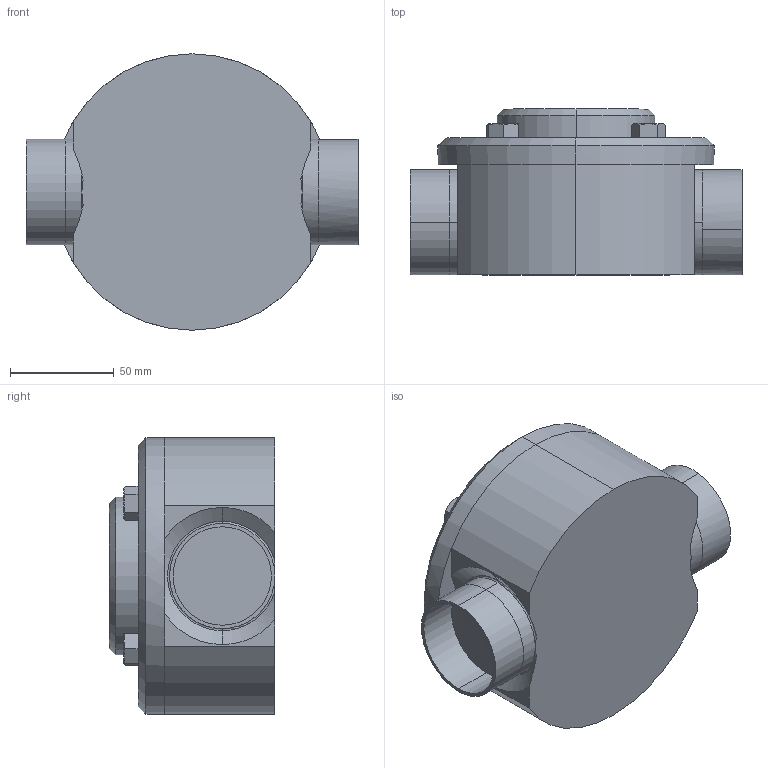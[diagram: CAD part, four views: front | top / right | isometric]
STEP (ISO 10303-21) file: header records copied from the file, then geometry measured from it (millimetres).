
FILE_DESCRIPTION (( 'STEP AP203' ), '1' );
FILE_NAME ('SHC-200-TUBE.STEP', '2021-09-23T13:39:52', ( '' ), ( '' ), 'SwSTEP 2.0', 'SolidWorks 2018', '' );
FILE_SCHEMA (( 'CONFIG_CONTROL_DESIGN' ));
Length unit declared in the file: inch
Products named in the file (2): SHC-200-TUBE
Bounding box: 160.2 x 79.98 x 133.35 mm (x, y, z)
Volume: 960093 mm3; surface area: 73122.7 mm2
Topology: 1 solids, 1 shells, 100 faces, 228 edges, 137 vertices
Faces by surface type: plane 41, cone 34, cylinder 19, torus 6
Entity records: 3184 total; most frequent: CARTESIAN_POINT 833, DIRECTION 459, ORIENTED_EDGE 456, EDGE_CURVE 228, AXIS2_PLACEMENT_3D 187, VERTEX_POINT 137, EDGE_LOOP 107, ADVANCED_FACE 100
